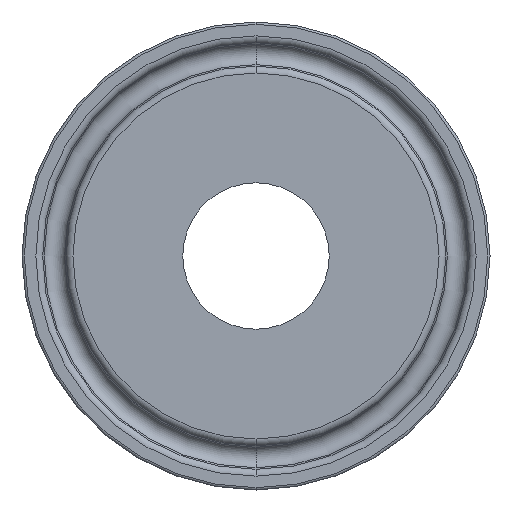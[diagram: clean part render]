
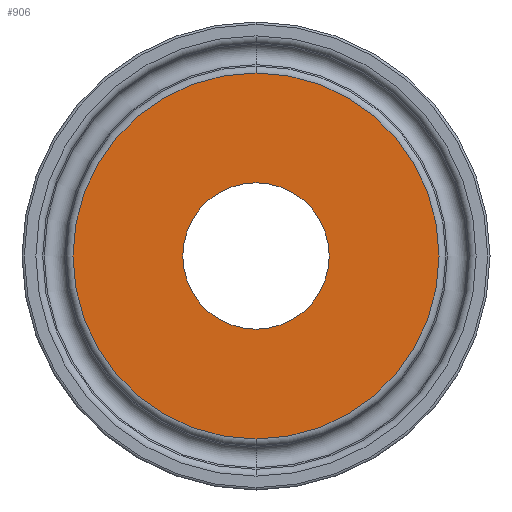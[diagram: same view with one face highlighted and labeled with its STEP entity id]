
A CAD part, front view. The second image highlights one B-rep face of the part: STEP entity #906.
In plain terms, the highlighted planar face has unit normal (0, -1, 0).
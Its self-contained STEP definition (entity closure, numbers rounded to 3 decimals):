
#4 = PLANE ( 'NONE',  #1051 ) ;
#65 = AXIS2_PLACEMENT_3D ( 'NONE', #1136, #115, #1258 ) ;
#115 = DIRECTION ( 'NONE',  ( 0., -1., 0. ) ) ;
#130 = CARTESIAN_POINT ( 'NONE',  ( 0., 0., 0. ) ) ;
#139 = DIRECTION ( 'NONE',  ( 0., 0., 1. ) ) ;
#234 = CARTESIAN_POINT ( 'NONE',  ( 0., 0., 0. ) ) ;
#267 = AXIS2_PLACEMENT_3D ( 'NONE', #234, #476, #1393 ) ;
#274 = EDGE_CURVE ( 'NONE', #1348, #735, #891, .T. ) ;
#320 = ORIENTED_EDGE ( 'NONE', *, *, #812, .T. ) ;
#426 = FACE_OUTER_BOUND ( 'NONE', #714, .T. ) ;
#476 = DIRECTION ( 'NONE',  ( 0., 1., 0. ) ) ;
#565 = DIRECTION ( 'NONE',  ( 0., 1., 0. ) ) ;
#618 = CIRCLE ( 'NONE', #1075, 7.9 ) ;
#622 = CIRCLE ( 'NONE', #267, 7.9 ) ;
#669 = CARTESIAN_POINT ( 'NONE',  ( 0., 0., 0. ) ) ;
#685 = DIRECTION ( 'NONE',  ( 0., 1., 0. ) ) ;
#706 = CIRCLE ( 'NONE', #65, 19.747 ) ;
#714 = EDGE_LOOP ( 'NONE', ( #837, #820 ) ) ;
#728 = ORIENTED_EDGE ( 'NONE', *, *, #1429, .T. ) ;
#735 = VERTEX_POINT ( 'NONE', #1344 ) ;
#753 = VERTEX_POINT ( 'NONE', #783 ) ;
#766 = EDGE_CURVE ( 'NONE', #735, #1348, #706, .T. ) ;
#783 = CARTESIAN_POINT ( 'NONE',  ( 0., 0., -7.9 ) ) ;
#792 = DIRECTION ( 'NONE',  ( 0., 0., 1. ) ) ;
#812 = EDGE_CURVE ( 'NONE', #753, #946, #618, .T. ) ;
#820 = ORIENTED_EDGE ( 'NONE', *, *, #766, .T. ) ;
#837 = ORIENTED_EDGE ( 'NONE', *, *, #274, .T. ) ;
#891 = CIRCLE ( 'NONE', #1290, 19.747 ) ;
#900 = DIRECTION ( 'NONE',  ( 0., 0., 1. ) ) ;
#906 = ADVANCED_FACE ( 'NONE', ( #426, #1029 ), #4, .F. ) ;
#920 = CARTESIAN_POINT ( 'NONE',  ( 7.9, 0., 0. ) ) ;
#946 = VERTEX_POINT ( 'NONE', #1231 ) ;
#1029 = FACE_BOUND ( 'NONE', #1125, .T. ) ;
#1037 = DIRECTION ( 'NONE',  ( 0., -1., 0. ) ) ;
#1051 = AXIS2_PLACEMENT_3D ( 'NONE', #920, #565, #900 ) ;
#1075 = AXIS2_PLACEMENT_3D ( 'NONE', #130, #685, #139 ) ;
#1125 = EDGE_LOOP ( 'NONE', ( #320, #728 ) ) ;
#1136 = CARTESIAN_POINT ( 'NONE',  ( 0., 0., 0. ) ) ;
#1231 = CARTESIAN_POINT ( 'NONE',  ( 0., 0., 7.9 ) ) ;
#1258 = DIRECTION ( 'NONE',  ( 0., 0., 1. ) ) ;
#1290 = AXIS2_PLACEMENT_3D ( 'NONE', #669, #1037, #792 ) ;
#1344 = CARTESIAN_POINT ( 'NONE',  ( 0., 0., -19.747 ) ) ;
#1348 = VERTEX_POINT ( 'NONE', #1367 ) ;
#1367 = CARTESIAN_POINT ( 'NONE',  ( 0., 0., 19.747 ) ) ;
#1393 = DIRECTION ( 'NONE',  ( 0., 0., 1. ) ) ;
#1429 = EDGE_CURVE ( 'NONE', #946, #753, #622, .T. ) ;
